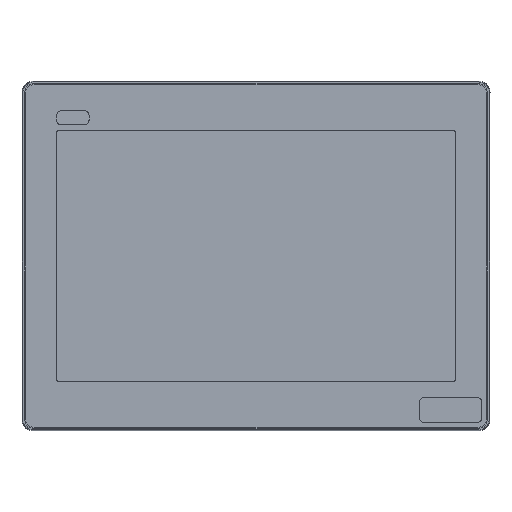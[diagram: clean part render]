
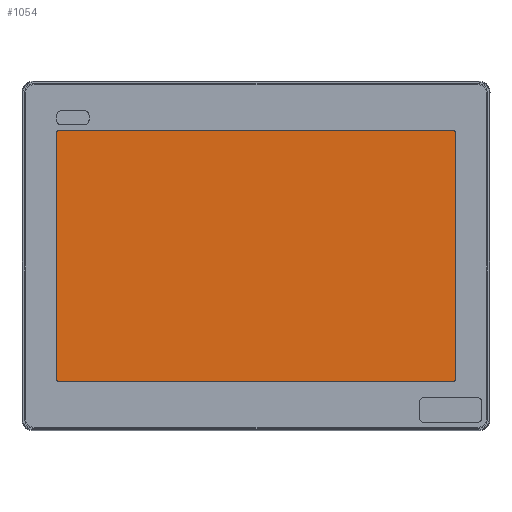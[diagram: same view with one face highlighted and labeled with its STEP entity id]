
A CAD part, top view. The second image highlights one B-rep face of the part: STEP entity #1054.
In plain terms, the highlighted planar face has unit normal (0, 0, 1).
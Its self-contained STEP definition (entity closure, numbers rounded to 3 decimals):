
#1054=ADVANCED_FACE('Corps principal',(#2823),#2824,.T.);
#2823=FACE_OUTER_BOUND('',#5384,.T.);
#2824=PLANE('',#5385);
#5384=EDGE_LOOP('',(#9990,#9991,#9992,#9993,#9994,#9995,#9996,#9997));
#5385=AXIS2_PLACEMENT_3D('',#9998,#9999,#10000);
#9990=ORIENTED_EDGE('',*,*,#16975,.T.);
#9991=ORIENTED_EDGE('',*,*,#16972,.T.);
#9992=ORIENTED_EDGE('',*,*,#16969,.T.);
#9993=ORIENTED_EDGE('',*,*,#16966,.T.);
#9994=ORIENTED_EDGE('',*,*,#16963,.T.);
#9995=ORIENTED_EDGE('',*,*,#16960,.T.);
#9996=ORIENTED_EDGE('',*,*,#16957,.T.);
#9997=ORIENTED_EDGE('',*,*,#16977,.T.);
#9998=CARTESIAN_POINT('',(0.0,0.0,6.448));
#9999=DIRECTION('',(0.0,0.0,1.0));
#10000=DIRECTION('',(1.0,-0.0,0.0));
#16957=EDGE_CURVE('',#20130,#20132,#20134,.T.);
#16960=EDGE_CURVE('',#20136,#20130,#20138,.T.);
#16963=EDGE_CURVE('',#20140,#20136,#20142,.T.);
#16966=EDGE_CURVE('',#20144,#20140,#20146,.F.);
#16969=EDGE_CURVE('',#20148,#20144,#20150,.T.);
#16972=EDGE_CURVE('',#20152,#20148,#20154,.T.);
#16975=EDGE_CURVE('',#20156,#20152,#20158,.T.);
#16977=EDGE_CURVE('',#20132,#20156,#20160,.F.);
#20130=VERTEX_POINT('',#25035);
#20132=VERTEX_POINT('',#25038);
#20134=CIRCLE('',#25041,1.0);
#20136=VERTEX_POINT('',#25043);
#20138=LINE('',#25046,#25047);
#20140=VERTEX_POINT('',#25049);
#20142=CIRCLE('',#25052,1.0);
#20144=VERTEX_POINT('',#25054);
#20146=LINE('',#25057,#25058);
#20148=VERTEX_POINT('',#25060);
#20150=CIRCLE('',#25063,1.0);
#20152=VERTEX_POINT('',#25065);
#20154=LINE('',#25068,#25069);
#20156=VERTEX_POINT('',#25071);
#20158=CIRCLE('',#25074,1.0);
#20160=LINE('',#25076,#25077);
#25035=CARTESIAN_POINT('',(131.35,81.45,6.448));
#25038=CARTESIAN_POINT('',(130.35,82.45,6.448));
#25041=AXIS2_PLACEMENT_3D('',#32032,#32033,#32034);
#25043=CARTESIAN_POINT('',(131.35,-81.45,6.448));
#25046=CARTESIAN_POINT('',(131.35,0.0,6.448));
#25047=VECTOR('',#32036,1.0);
#25049=CARTESIAN_POINT('',(130.35,-82.45,6.448));
#25052=AXIS2_PLACEMENT_3D('',#32038,#32039,#32040);
#25054=CARTESIAN_POINT('',(-130.35,-82.45,6.448));
#25057=CARTESIAN_POINT('',(0.0,-82.45,6.448));
#25058=VECTOR('',#32042,1.0);
#25060=CARTESIAN_POINT('',(-131.35,-81.45,6.448));
#25063=AXIS2_PLACEMENT_3D('',#32044,#32045,#32046);
#25065=CARTESIAN_POINT('',(-131.35,81.45,6.448));
#25068=CARTESIAN_POINT('',(-131.35,0.0,6.448));
#25069=VECTOR('',#32048,1.0);
#25071=CARTESIAN_POINT('',(-130.35,82.45,6.448));
#25074=AXIS2_PLACEMENT_3D('',#32050,#32051,#32052);
#25076=CARTESIAN_POINT('',(0.0,82.45,6.448));
#25077=VECTOR('',#32053,1.0);
#32032=CARTESIAN_POINT('',(130.35,81.45,6.448));
#32033=DIRECTION('',(0.0,0.0,1.0));
#32034=DIRECTION('',(1.0,0.0,0.0));
#32036=DIRECTION('',(0.0,1.0,0.0));
#32038=CARTESIAN_POINT('',(130.35,-81.45,6.448));
#32039=DIRECTION('',(0.0,0.0,1.0));
#32040=DIRECTION('',(1.0,0.0,0.0));
#32042=DIRECTION('',(-1.0,0.0,0.0));
#32044=CARTESIAN_POINT('',(-130.35,-81.45,6.448));
#32045=DIRECTION('',(0.0,0.0,1.0));
#32046=DIRECTION('',(1.0,0.0,0.0));
#32048=DIRECTION('',(0.0,-1.0,0.0));
#32050=CARTESIAN_POINT('',(-130.35,81.45,6.448));
#32051=DIRECTION('',(0.0,0.0,1.0));
#32052=DIRECTION('',(1.0,0.0,0.0));
#32053=DIRECTION('',(1.0,0.0,0.0));
